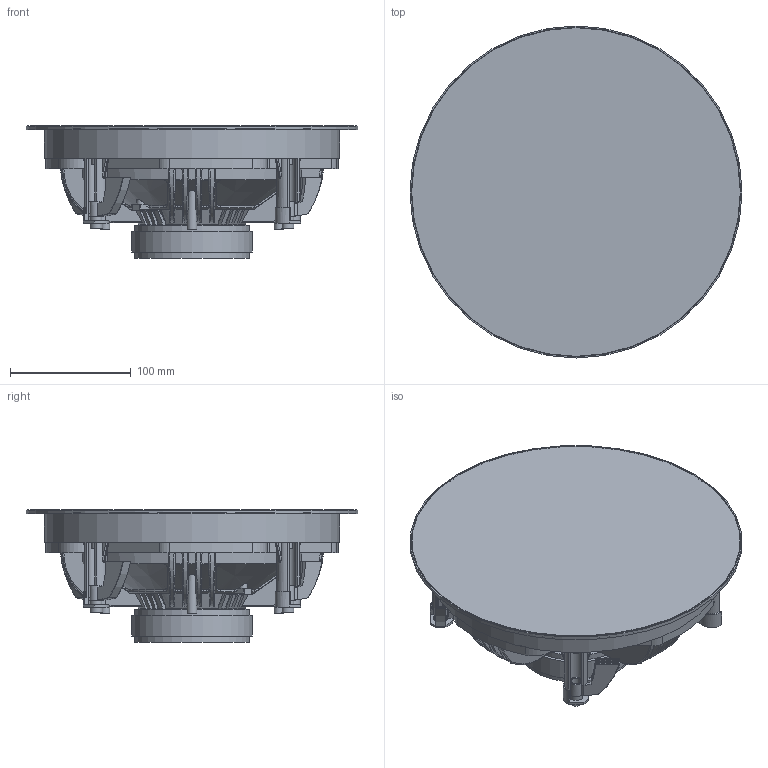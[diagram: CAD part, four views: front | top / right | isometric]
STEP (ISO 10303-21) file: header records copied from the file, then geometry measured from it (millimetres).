
FILE_DESCRIPTION(/* description */ (''),/* implementation_level */ '2;1');
FILE_NAME(/* name */ 'AUDAC-CELO8.stp',/* time_stamp */ '2021-02-25T13:29:29+01:00',/* author */ ('kamiel'),/* organization */ (''),/* preprocessor_version */ 'ST-DEVELOPER v18.1',/* originating_system */ 'Autodesk Inventor 2021',/* authorisation */ '');
FILE_SCHEMA (('AUTOMOTIVE_DESIGN { 1 0 10303 214 3 1 1 }'));
Products named in the file (1): AUDAC-CELO8
Bounding box: 274.4 x 274.4 x 109.2 mm (x, y, z)
Volume: 2632199.8 mm3; surface area: 394169.3 mm2
Topology: 2 solids, 18 shells, 1602 faces, 4434 edges, 2897 vertices
Faces by surface type: plane 878, cylinder 427, cone 120, bspline 88, torus 81, sphere 8
Full cylindrical faces by diameter (mm): 1.8 x8, 3.4 x9, 4.4 x8, 6 x4, 7.2 x4, 7.8 x4, 8 x4, 9.8 x4, 11 x4, 11.5 x4, 95 x2, 100 x1, 244 x1, 268 x1, 268.4 x1, 270.6 x1, 272.2 x1, 272.4 x1, 274.4 x1
Entity records: 69295 total; most frequent: CARTESIAN_POINT 27528, ORIENTED_EDGE 8868, DIRECTION 7933, EDGE_CURVE 4434, VERTEX_POINT 2897, AXIS2_PLACEMENT_3D 2775, LINE 2383, VECTOR 2383
